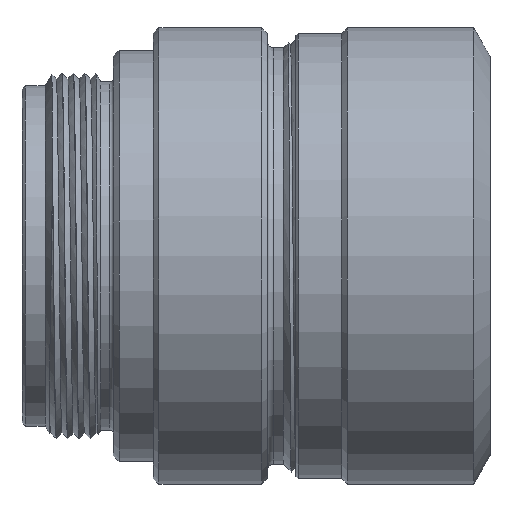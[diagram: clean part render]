
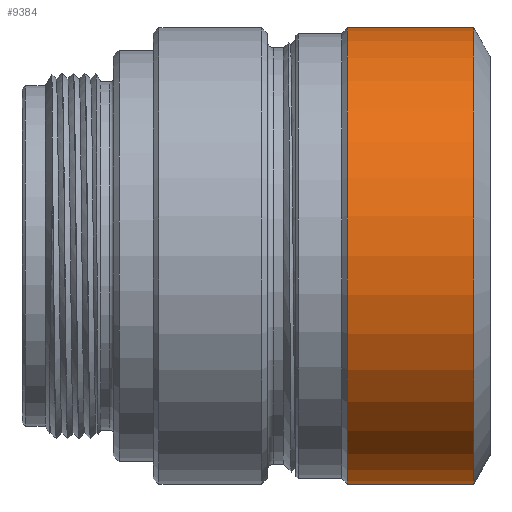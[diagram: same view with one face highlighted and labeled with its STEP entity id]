
A CAD part, top view. The second image highlights one B-rep face of the part: STEP entity #9384.
In plain terms, the highlighted cylindrical face has radius 20 mm (diameter 40 mm), a partial arc.
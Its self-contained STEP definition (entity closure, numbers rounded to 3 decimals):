
#6373=CARTESIAN_POINT('',(15.557,0.,0.));
#6374=DIRECTION('',(1.,0.,0.));
#6375=DIRECTION('',(0.,1.,0.));
#6376=AXIS2_PLACEMENT_3D('',#6373,#6374,#6375);
#6381=DIRECTION('',(-1.,0.,0.));
#6382=VECTOR('',#6381,11.057);
#6383=CARTESIAN_POINT('',(15.557,20.,0.));
#6384=LINE('14',#6383,#6382);
#6388=DIRECTION('',(-1.,0.,0.));
#6389=VECTOR('',#6388,11.057);
#6390=CARTESIAN_POINT('',(15.557,-20.,0.));
#6391=LINE('23',#6390,#6389);
#6425=CARTESIAN_POINT('',(4.5,0.,0.));
#6426=DIRECTION('',(1.,0.,0.));
#6427=DIRECTION('',(0.,1.,0.));
#6428=AXIS2_PLACEMENT_3D('',#6425,#6426,#6427);
#9198=CARTESIAN_POINT('',(15.557,20.,0.));
#9200=VERTEX_POINT('',#9198);
#9201=CARTESIAN_POINT('',(4.5,20.,0.));
#9202=VERTEX_POINT('',#9201);
#9210=CARTESIAN_POINT('',(15.557,-20.,0.));
#9212=VERTEX_POINT('',#9210);
#9213=CARTESIAN_POINT('',(4.5,-20.,0.));
#9214=VERTEX_POINT('',#9213);
#9370=CARTESIAN_POINT('',(-0.85,0.,0.));
#9371=DIRECTION('',(1.,0.,0.));
#9372=DIRECTION('',(0.,-1.,0.));
#9373=AXIS2_PLACEMENT_3D('',#9370,#9371,#9372);
#9374=CYLINDRICAL_SURFACE('34',#9373,20.);
#9376=ORIENTED_EDGE('14',*,*,#9375,.F.);
#9377=ORIENTED_EDGE('35',*,*,#9365,.T.);
#9379=ORIENTED_EDGE('23',*,*,#9378,.T.);
#9381=ORIENTED_EDGE('37',*,*,#9380,.F.);
#9382=EDGE_LOOP('34',(#9376,#9377,#9379,#9381));
#9383=FACE_OUTER_BOUND('34',#9382,.F.);
#9384=ADVANCED_FACE('34',(#9383),#9374,.T.);
#6377=CIRCLE('35',#6376,20.);
#6429=CIRCLE('37',#6428,20.);
#9365=EDGE_CURVE('35',#9200,#9212,#6377,.T.);
#9375=EDGE_CURVE('14',#9200,#9202,#6384,.T.);
#9378=EDGE_CURVE('23',#9212,#9214,#6391,.T.);
#9380=EDGE_CURVE('37',#9202,#9214,#6429,.T.);
